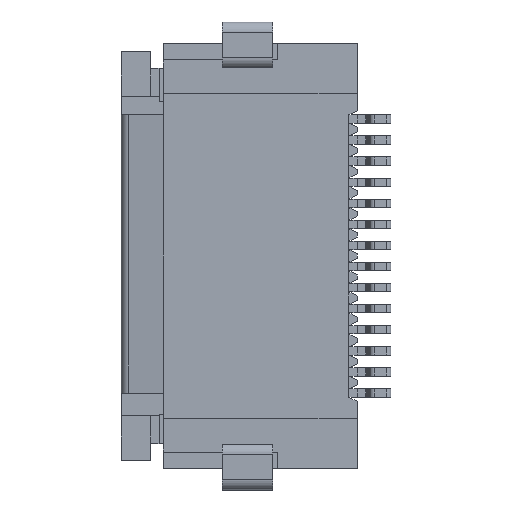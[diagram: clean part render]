
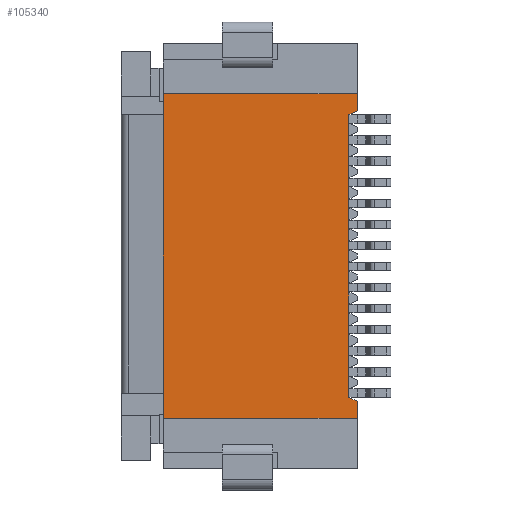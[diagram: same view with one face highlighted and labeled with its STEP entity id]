
A CAD part, left-side view. The second image highlights one B-rep face of the part: STEP entity #105340.
In plain terms, the highlighted planar face has unit normal (-1, 0, 0).
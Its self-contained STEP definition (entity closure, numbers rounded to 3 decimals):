
#9660=CARTESIAN_POINT('',(-2.015,-3.591,13.658));
#9670=VERTEX_POINT('',#9660);
#9700=CARTESIAN_POINT('',(-2.015,-3.591,15.105));
#9710=DIRECTION('',(0.,0.,-1.));
#9720=VECTOR('',#9710,1.);
#9730=LINE('',#9700,#9720);
#9740=CARTESIAN_POINT('',(-2.015,-3.591,14.058));
#9750=VERTEX_POINT('',#9740);
#9760=EDGE_CURVE('',#9750,#9670,#9730,.T.);
#18950=CARTESIAN_POINT('',(-2.015,1.009,14.058));
#18960=DIRECTION('',(0.,-1.,0.));
#18970=VECTOR('',#18960,1.);
#18980=LINE('',#18950,#18970);
#18990=CARTESIAN_POINT('',(-2.015,1.009,14.058));
#19000=VERTEX_POINT('',#18990);
#19010=EDGE_CURVE('',#19000,#9750,#18980,.T.);
#19650=CARTESIAN_POINT('',(-2.015,-3.396,13.558))
;
#19660=VERTEX_POINT('',#19650);
#19690=CARTESIAN_POINT('',(-2.015,0.,11.817));
#19700=DIRECTION('',(0.,0.89,-0.456));
#19710=VECTOR('',#19700,1.);
#19720=LINE('',#19690,#19710);
#19730=EDGE_CURVE('',#9670,#19660,#19720,.T.);
#28430=CARTESIAN_POINT('',(-2.015,-3.391,13.558))
;
#28440=VERTEX_POINT('',#28430);
#28470=CARTESIAN_POINT('',(-2.015,1.009,13.558));
#28480=DIRECTION('',(0.,-1.,0.));
#28490=VECTOR('',#28480,1.);
#28500=LINE('',#28470,#28490);
#28510=EDGE_CURVE('',#28440,#19660,#28500,.T.);
#84330=CARTESIAN_POINT('',(-2.015,-3.391,6.86));
#84340=VERTEX_POINT('',#84330);
#84370=CARTESIAN_POINT('',(-2.015,-3.391,26.555));
#84380=DIRECTION('',(0.,0.,-1.));
#84390=VECTOR('',#84380,1.);
#84400=LINE('',#84370,#84390);
#84410=EDGE_CURVE('',#28440,#84340,#84400,.T.);
#104650=CARTESIAN_POINT('',(-2.015,1.009,20.825));
#104660=DIRECTION('',(0.,0.,1.));
#104670=VECTOR('',#104660,1.);
#104680=LINE('',#104650,#104670);
#104690=CARTESIAN_POINT('',(-2.015,1.009,6.358));
#104700=VERTEX_POINT('',#104690);
#104710=EDGE_CURVE('',#104700,#19000,#104680,.T.);
#104890=CARTESIAN_POINT('',(-2.015,1.009,6.358));
#104900=DIRECTION('',(0.,-1.,0.));
#104910=VECTOR('',#104900,1.);
#104920=LINE('',#104890,#104910);
#104930=CARTESIAN_POINT('',(-2.015,-3.591,6.358))
;
#104940=VERTEX_POINT('',#104930);
#104950=EDGE_CURVE('',#104700,#104940,#104920,.T.);
#105060=CARTESIAN_POINT('',(-2.015,-3.341,33.055))
;
#105070=DIRECTION('',(-1.,0.,0.));
#105080=DIRECTION('',(0.,-1.,0.));
#105090=AXIS2_PLACEMENT_3D('',#105060,#105070,#105080);
#105100=PLANE('',#105090);
#105110=ORIENTED_EDGE('',*,*,#84410,.F.);
#105120=CARTESIAN_POINT('',(-2.015,0.,8.598));
#105130=DIRECTION('',(0.,-0.89,-0.456));
#105140=VECTOR('',#105130,1.);
#105150=LINE('',#105120,#105140);
#105160=CARTESIAN_POINT('',(-2.015,-3.591,6.758))
;
#105170=VERTEX_POINT('',#105160);
#105180=EDGE_CURVE('',#84340,#105170,#105150,.T.);
#105190=ORIENTED_EDGE('',*,*,#105180,.F.);
#105200=CARTESIAN_POINT('',(-2.015,-3.591,5.31));
#105210=DIRECTION('',(0.,0.,1.));
#105220=VECTOR('',#105210,1.);
#105230=LINE('',#105200,#105220);
#105240=EDGE_CURVE('',#104940,#105170,#105230,.T.);
#105250=ORIENTED_EDGE('',*,*,#105240,.T.);
#105260=ORIENTED_EDGE('',*,*,#104950,.T.);
#105270=ORIENTED_EDGE('',*,*,#104710,.F.);
#105280=ORIENTED_EDGE('',*,*,#19010,.F.);
#105290=ORIENTED_EDGE('',*,*,#9760,.F.);
#105300=ORIENTED_EDGE('',*,*,#19730,.F.);
#105310=ORIENTED_EDGE('',*,*,#28510,.T.);
#105320=EDGE_LOOP('',(#105310,#105300,#105290,#105280,#105270,#105260,
#105250,#105190,#105110));
#105330=FACE_OUTER_BOUND('',#105320,.T.);
#105340=ADVANCED_FACE('',(#105330),#105100,.T.);
